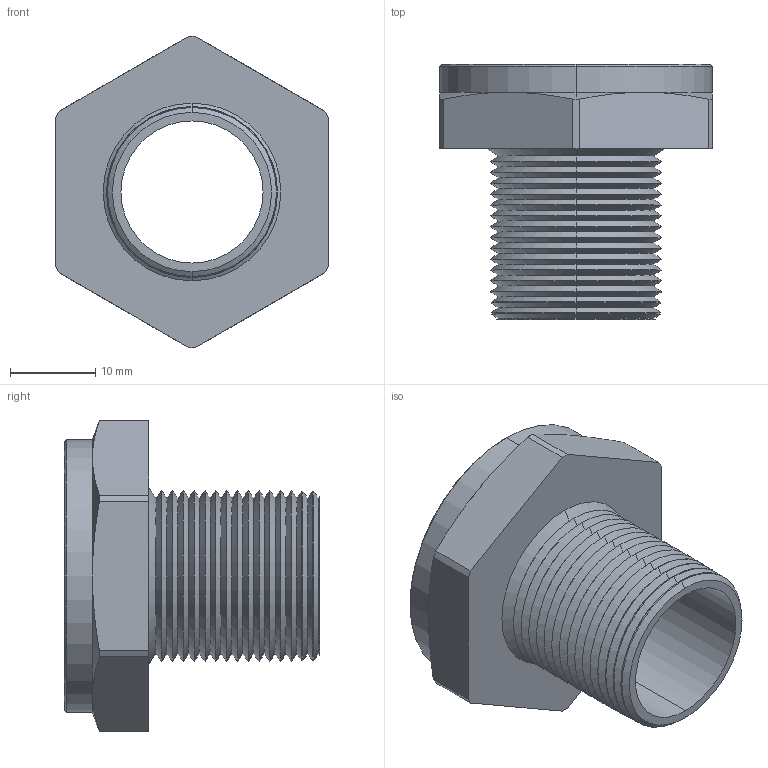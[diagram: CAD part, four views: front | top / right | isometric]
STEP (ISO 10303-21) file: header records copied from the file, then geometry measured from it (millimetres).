
FILE_DESCRIPTION (( 'STEP AP203' ), '1' );
FILE_NAME ('AT-1225-BR.STEP', '2006-03-15T07:26:22', ( 'bay06' ), ( '' ), 'SwSTEP 2.0', 'SolidWorks 2008', '' );
FILE_SCHEMA (( 'CONFIG_CONTROL_DESIGN' ));
Length unit declared in the file: inch
Products named in the file (1): AT-1225-BR
Bounding box: 32 x 29.97 x 36.48 mm (x, y, z)
Volume: 5580.8 mm3; surface area: 6649.3 mm2
Topology: 1 solids, 1 shells, 123 faces, 259 edges, 141 vertices
Faces by surface type: cone 99, cylinder 13, plane 11
Entity records: 3341 total; most frequent: DIRECTION 624, CARTESIAN_POINT 584, ORIENTED_EDGE 518, EDGE_CURVE 259, AXIS2_PLACEMENT_3D 253, VERTEX_POINT 141, CIRCLE 129, EDGE_LOOP 128
